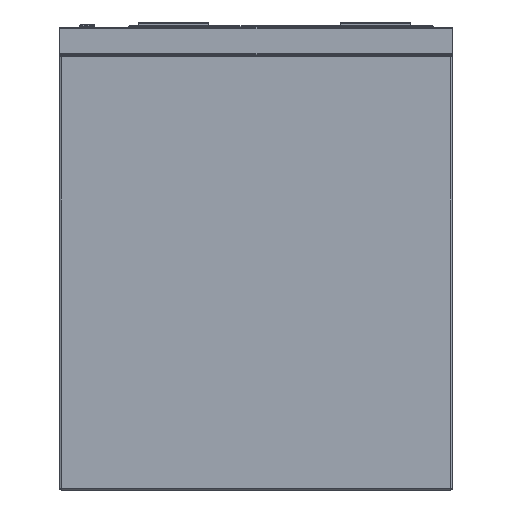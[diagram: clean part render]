
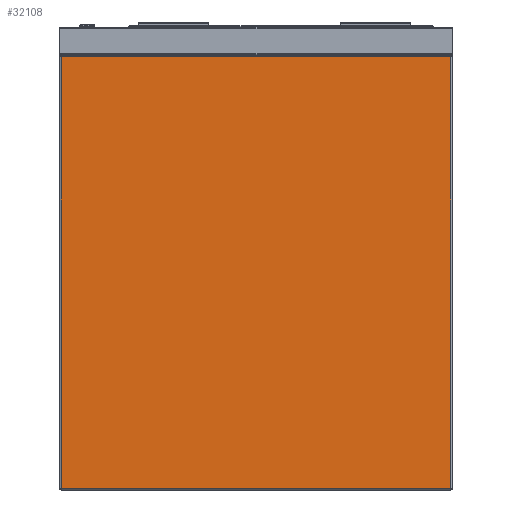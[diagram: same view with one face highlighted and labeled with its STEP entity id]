
A CAD part, left-side view. The second image highlights one B-rep face of the part: STEP entity #32108.
In plain terms, the highlighted planar face has unit normal (-1, 0, 0).
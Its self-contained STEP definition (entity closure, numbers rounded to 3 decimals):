
#180 = CARTESIAN_POINT ( 'NONE',  ( -750., -278., -42. ) ) ;
#642 = LINE ( 'NONE', #11809, #20062 ) ;
#1234 = VECTOR ( 'NONE', #16299, 1000. ) ;
#1468 = EDGE_CURVE ( 'NONE', #24011, #20301, #27367, .T. ) ;
#1734 = VECTOR ( 'NONE', #13480, 1000. ) ;
#2315 = CARTESIAN_POINT ( 'NONE',  ( -750., -278., -660. ) ) ;
#3552 = CARTESIAN_POINT ( 'NONE',  ( -750., 278., -42. ) ) ;
#4906 = EDGE_CURVE ( 'NONE', #11236, #24011, #16055, .T. ) ;
#5151 = LINE ( 'NONE', #8084, #1234 ) ;
#5422 = VECTOR ( 'NONE', #16595, 1000. ) ;
#7568 = EDGE_CURVE ( 'NONE', #28434, #11236, #5151, .T. ) ;
#8084 = CARTESIAN_POINT ( 'NONE',  ( -750., 278., -660. ) ) ;
#8711 = DIRECTION ( 'NONE',  ( 0., 0., 1. ) ) ;
#9800 = EDGE_LOOP ( 'NONE', ( #12587, #16009, #21764, #30790 ) ) ;
#11107 = CARTESIAN_POINT ( 'NONE',  ( -750., -280., -660. ) ) ;
#11236 = VERTEX_POINT ( 'NONE', #15588 ) ;
#11809 = CARTESIAN_POINT ( 'NONE',  ( -750., 280., -42. ) ) ;
#12587 = ORIENTED_EDGE ( 'NONE', *, *, #1468, .T. ) ;
#13480 = DIRECTION ( 'NONE',  ( 0., 0., 1. ) ) ;
#15588 = CARTESIAN_POINT ( 'NONE',  ( -750., 278., -658. ) ) ;
#16009 = ORIENTED_EDGE ( 'NONE', *, *, #35098, .T. ) ;
#16055 = LINE ( 'NONE', #16411, #5422 ) ;
#16299 = DIRECTION ( 'NONE',  ( 0., 0., -1. ) ) ;
#16411 = CARTESIAN_POINT ( 'NONE',  ( -750., -280., -658. ) ) ;
#16595 = DIRECTION ( 'NONE',  ( 0., -1., 0. ) ) ;
#18006 = DIRECTION ( 'NONE',  ( 0., 1., 0. ) ) ;
#18693 = AXIS2_PLACEMENT_3D ( 'NONE', #11107, #19866, #8711 ) ;
#19866 = DIRECTION ( 'NONE',  ( -1., 0., 0. ) ) ;
#20062 = VECTOR ( 'NONE', #18006, 1000. ) ;
#20301 = VERTEX_POINT ( 'NONE', #180 ) ;
#21764 = ORIENTED_EDGE ( 'NONE', *, *, #7568, .T. ) ;
#24011 = VERTEX_POINT ( 'NONE', #35313 ) ;
#27367 = LINE ( 'NONE', #2315, #1734 ) ;
#28093 = FACE_OUTER_BOUND ( 'NONE', #9800, .T. ) ;
#28434 = VERTEX_POINT ( 'NONE', #3552 ) ;
#30790 = ORIENTED_EDGE ( 'NONE', *, *, #4906, .T. ) ;
#32108 = ADVANCED_FACE ( 'Fl�che7', ( #28093 ), #33609, .T. ) ;
#33609 = PLANE ( 'NONE',  #18693 ) ;
#35098 = EDGE_CURVE ( 'NONE', #20301, #28434, #642, .T. ) ;
#35313 = CARTESIAN_POINT ( 'NONE',  ( -750., -278., -658. ) ) ;
